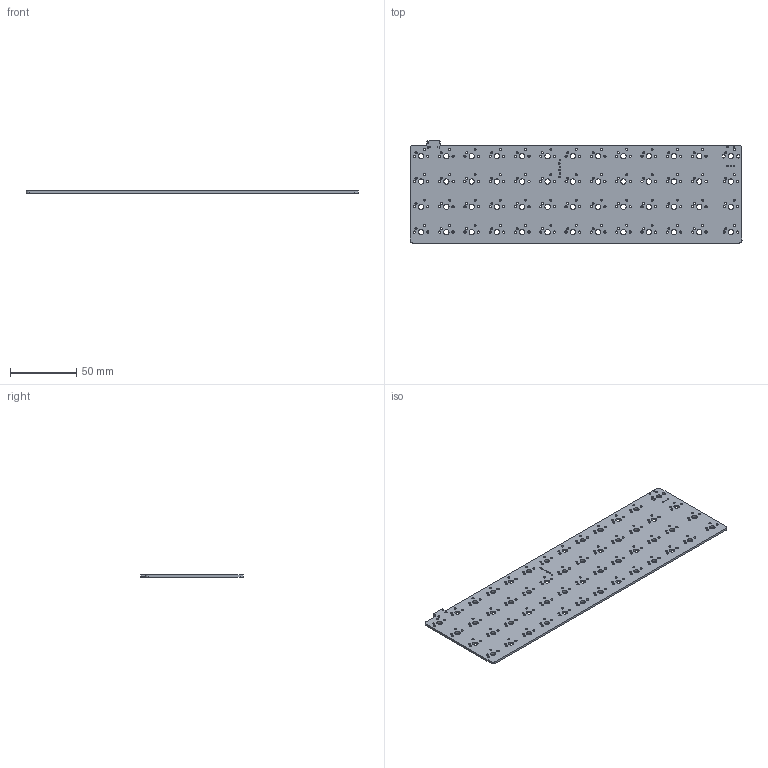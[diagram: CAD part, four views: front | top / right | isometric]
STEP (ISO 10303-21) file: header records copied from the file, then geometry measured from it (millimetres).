
FILE_DESCRIPTION(('KiCad electronic assembly'),'2;1');
FILE_NAME('pcb.step','2022-01-23T18:09:52',('Pcbnew'),('Kicad'), 'Open CASCADE STEP processor 7.6','KiCad to STEP converter','Unknown' );
FILE_SCHEMA(('AUTOMOTIVE_DESIGN { 1 0 10303 214 1 1 1 1 }'));
Length unit declared in the file: millimetre
Products named in the file (2): pcb 1; pcb PCB
Assembly tree (1 placements, depth 2):
  pcb 1
    pcb PCB
Bounding box: 250.03 x 77.08 x 1.6 mm (x, y, z)
Volume: 27827.1 mm3; surface area: 38646.4 mm2
Topology: 1 solids, 1 shells, 314 faces, 936 edges, 624 vertices
Faces by surface type: cylinder 294, plane 20
Full cylindrical faces by diameter (mm): 0.65 x2, 1 x5, 1.067 x6, 1.525 x104, 1.702 x102, 3.988 x52
Entity records: 24223 total; most frequent: DIRECTION 4020, CARTESIAN_POINT 3756, ORIENTED_EDGE 1872, PCURVE 1872, DEFINITIONAL_REPRESENTATION 1872, LINE 1624, VECTOR 1624, CIRCLE 1176
